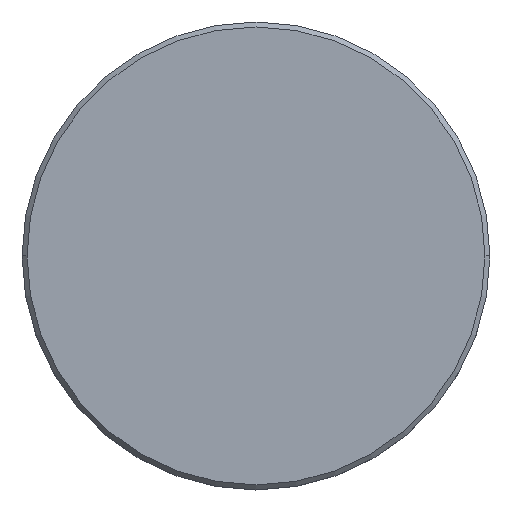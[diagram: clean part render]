
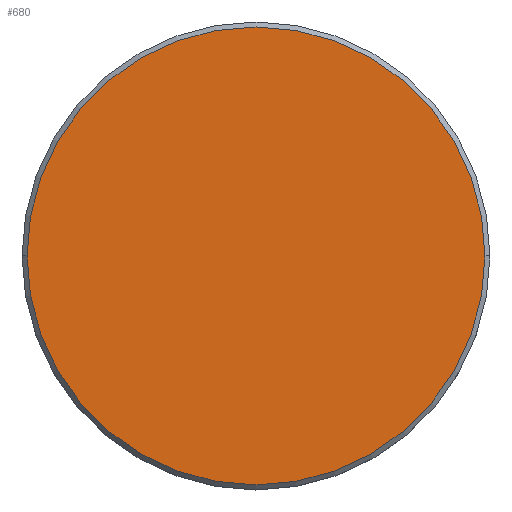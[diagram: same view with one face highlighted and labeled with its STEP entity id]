
A CAD part, top view. The second image highlights one B-rep face of the part: STEP entity #680.
In plain terms, the highlighted planar face has unit normal (0, 0, 1).
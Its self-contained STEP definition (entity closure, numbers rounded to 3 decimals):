
#32 = CARTESIAN_POINT ( 'NONE',  ( 0., 0., 0. ) ) ;
#116 = VERTEX_POINT ( 'NONE', #891 ) ;
#123 = DIRECTION ( 'NONE',  ( 1., 0., 0. ) ) ;
#128 = FACE_OUTER_BOUND ( 'NONE', #385, .T. ) ;
#142 = VERTEX_POINT ( 'NONE', #910 ) ;
#217 = AXIS2_PLACEMENT_3D ( 'NONE', #909, #354, #890 ) ;
#273 = AXIS2_PLACEMENT_3D ( 'NONE', #1084, #1097, #280 ) ;
#280 = DIRECTION ( 'NONE',  ( 1., 0., 0. ) ) ;
#296 = CIRCLE ( 'NONE', #217, 23. ) ;
#354 = DIRECTION ( 'NONE',  ( 0., 0., 1. ) ) ;
#385 = EDGE_LOOP ( 'NONE', ( #592, #816 ) ) ;
#394 = EDGE_CURVE ( 'NONE', #116, #142, #1090, .T. ) ;
#468 = EDGE_CURVE ( 'NONE', #142, #116, #296, .T. ) ;
#592 = ORIENTED_EDGE ( 'NONE', *, *, #394, .T. ) ;
#652 = DIRECTION ( 'NONE',  ( 0., 0., 1. ) ) ;
#680 = ADVANCED_FACE ( 'NONE', ( #128 ), #1012, .T. ) ;
#816 = ORIENTED_EDGE ( 'NONE', *, *, #468, .T. ) ;
#890 = DIRECTION ( 'NONE',  ( 1., 0., 0. ) ) ;
#891 = CARTESIAN_POINT ( 'NONE',  ( -23., 0., 0. ) ) ;
#909 = CARTESIAN_POINT ( 'NONE',  ( 0., 0., 0. ) ) ;
#910 = CARTESIAN_POINT ( 'NONE',  ( 23., 0., 0. ) ) ;
#1012 = PLANE ( 'NONE',  #1126 ) ;
#1084 = CARTESIAN_POINT ( 'NONE',  ( 0., 0., 0. ) ) ;
#1090 = CIRCLE ( 'NONE', #273, 23. ) ;
#1097 = DIRECTION ( 'NONE',  ( 0., 0., 1. ) ) ;
#1126 = AXIS2_PLACEMENT_3D ( 'NONE', #32, #652, #123 ) ;
